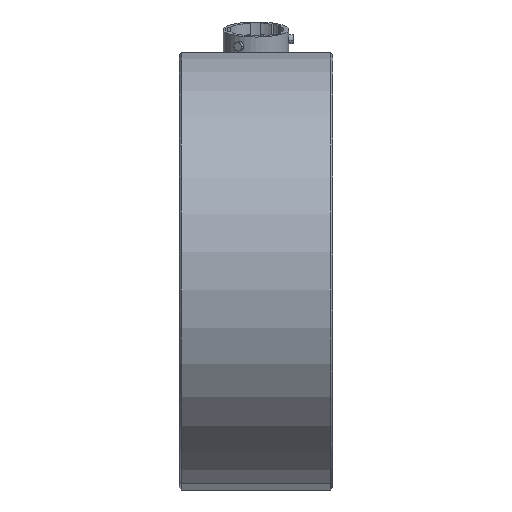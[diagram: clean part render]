
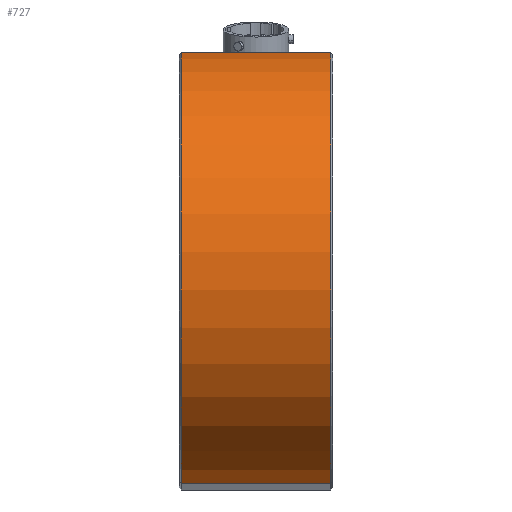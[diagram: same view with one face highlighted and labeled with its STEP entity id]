
A CAD part, top view. The second image highlights one B-rep face of the part: STEP entity #727.
In plain terms, the highlighted cylindrical face has radius 50 mm (diameter 100 mm), a partial arc.
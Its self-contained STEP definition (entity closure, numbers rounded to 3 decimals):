
#727=ADVANCED_FACE('',(#1424),#1425,.T.);
#1424=FACE_OUTER_BOUND('',#2352,.T.);
#1425=CYLINDRICAL_SURFACE('',#2353,50.0);
#2352=EDGE_LOOP('',(#3929,#3930,#3931,#3932));
#2353=AXIS2_PLACEMENT_3D('',#3933,#3934,#3935);
#3929=ORIENTED_EDGE('',*,*,#4577,.F.);
#3930=ORIENTED_EDGE('',*,*,#4691,.F.);
#3931=ORIENTED_EDGE('',*,*,#4578,.F.);
#3932=ORIENTED_EDGE('',*,*,#4841,.T.);
#3933=CARTESIAN_POINT('',(99.144,96.636,0.));
#3934=DIRECTION('',(-1.0,0.0,0.0));
#3935=DIRECTION('',(0.0,0.966,-0.259));
#4577=EDGE_CURVE('',#5470,#5272,#5471,.T.);
#4578=EDGE_CURVE('',#5274,#5472,#5473,.T.);
#4691=EDGE_CURVE('0:5050',#5472,#5470,#5645,.T.);
#4841=EDGE_CURVE('0:5044',#5274,#5272,#5826,.T.);
#5272=VERTEX_POINT('',#6373);
#5274=VERTEX_POINT('',#6376);
#5470=VERTEX_POINT('',#6648);
#5471=LINE('',#6649,#6650);
#5472=VERTEX_POINT('',#6651);
#5473=LINE('',#6652,#6653);
#5645=CIRCLE('',#6907,50.0);
#5826=CIRCLE('',#7228,50.0);
#6373=CARTESIAN_POINT('',(116.144,144.932,-12.941));
#6376=CARTESIAN_POINT('',(116.144,48.339,12.941));
#6648=CARTESIAN_POINT('',(82.144,144.932,-12.941));
#6649=CARTESIAN_POINT('',(99.144,144.932,-12.941));
#6650=VECTOR('',#7833,1.0);
#6651=CARTESIAN_POINT('',(82.144,48.339,12.941));
#6652=CARTESIAN_POINT('',(99.144,48.339,12.941));
#6653=VECTOR('',#7834,1.0);
#6907=AXIS2_PLACEMENT_3D('',#7995,#7996,#7997);
#7228=AXIS2_PLACEMENT_3D('',#8165,#8166,#8167);
#7833=DIRECTION('',(1.0,-0.0,-0.0));
#7834=DIRECTION('',(-1.0,0.0,0.0));
#7995=CARTESIAN_POINT('',(82.144,96.636,0.));
#7996=DIRECTION('',(-1.0,0.0,0.0));
#7997=DIRECTION('',(0.0,0.966,-0.259));
#8165=CARTESIAN_POINT('',(116.144,96.636,0.));
#8166=DIRECTION('',(-1.0,0.0,0.0));
#8167=DIRECTION('',(0.0,0.966,-0.259));
